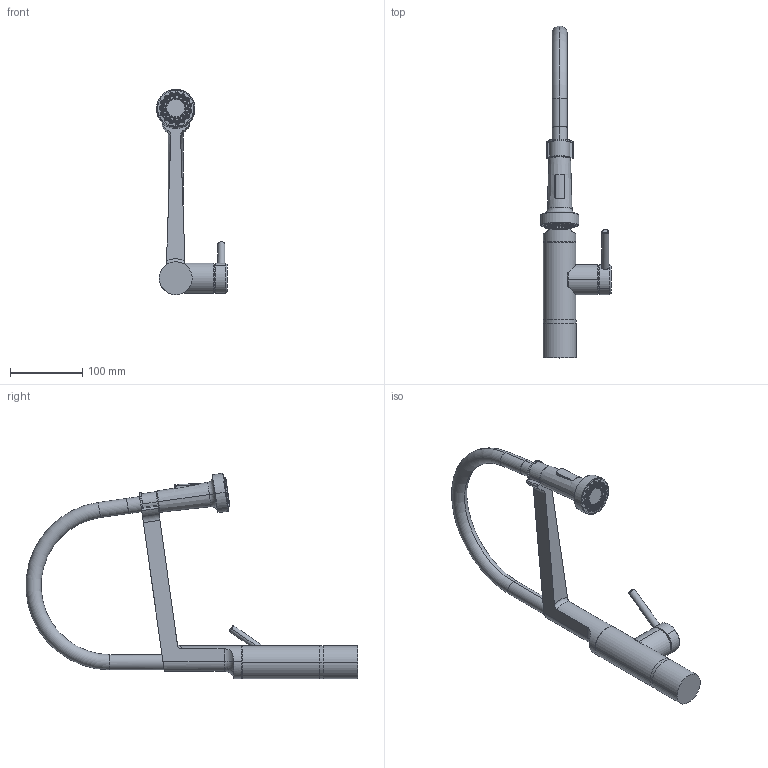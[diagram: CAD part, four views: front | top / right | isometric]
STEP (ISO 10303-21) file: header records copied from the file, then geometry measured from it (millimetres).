
FILE_DESCRIPTION(('STEP AP214'),'1');
FILE_NAME('5022296 Bistro E.STP','2025-10-08T06:20:12',(' '),(' '),'Spatial InterOp 3D',' ',' ');
FILE_SCHEMA(('AUTOMOTIVE_DESIGN { 1 0 10303 214 1 1 1 1 }'));
Length unit declared in the file: millimetre
Products named in the file (5): ASSEM1; 5022296 Bistro E
Assembly tree (4 placements, depth 3):
  5022296 Bistro E
    (unnamed)
      ASSEM1
      (unnamed)
      (unnamed)
Bounding box: 98 x 458.16 x 283.67 mm (x, y, z)
Volume: 790021.5 mm3; surface area: 121001.1 mm2
Topology: 2 solids, 3 shells, 593 faces, 1615 edges, 1052 vertices
Faces by surface type: cone 242, cylinder 172, torus 86, plane 72, sphere 12, bspline 9
Entity records: 26830 total; most frequent: CARTESIAN_POINT 12459, ORIENTED_EDGE 3174, DIRECTION 2632, EDGE_CURVE 1587, AXIS2_PLACEMENT_3D 1109, VERTEX_POINT 1050, EDGE_LOOP 767, B_SPLINE_CURVE_WITH_KNOTS 654
